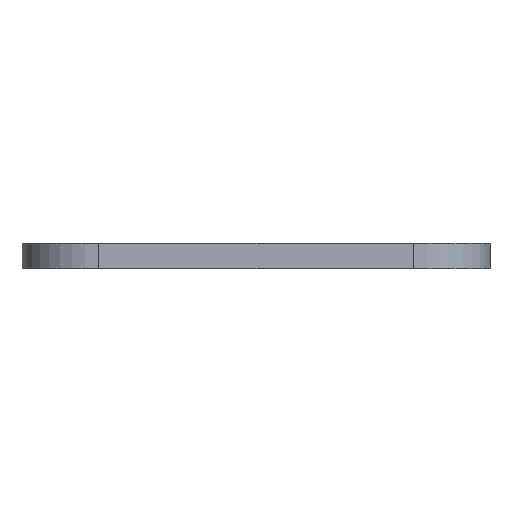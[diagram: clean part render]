
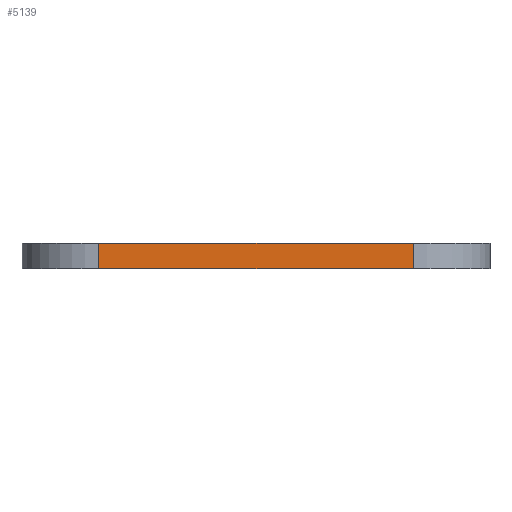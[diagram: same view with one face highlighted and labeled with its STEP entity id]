
A CAD part, left-side view. The second image highlights one B-rep face of the part: STEP entity #5139.
In plain terms, the highlighted planar face has unit normal (-1, 0, 0).
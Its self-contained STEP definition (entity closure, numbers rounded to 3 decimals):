
#136 = LINE ( 'NONE', #5695, #1862 ) ;
#144 = ORIENTED_EDGE ( 'NONE', *, *, #1016, .F. ) ;
#546 = CARTESIAN_POINT ( 'NONE',  ( -80., -37., 0. ) ) ;
#629 = VERTEX_POINT ( 'NONE', #546 ) ;
#661 = DIRECTION ( 'NONE',  ( 0., -1., 0. ) ) ;
#823 = PLANE ( 'NONE',  #3130 ) ;
#890 = DIRECTION ( 'NONE',  ( 0., 0., -1. ) ) ;
#923 = CARTESIAN_POINT ( 'NONE',  ( -80., 37., 6. ) ) ;
#1016 = EDGE_CURVE ( 'NONE', #3841, #629, #5493, .T. ) ;
#1037 = LINE ( 'NONE', #1988, #3691 ) ;
#1282 = DIRECTION ( 'NONE',  ( 0., 1., 0. ) ) ;
#1316 = FACE_OUTER_BOUND ( 'NONE', #3625, .T. ) ;
#1717 = DIRECTION ( 'NONE',  ( 1., 0., 0. ) ) ;
#1862 = VECTOR ( 'NONE', #3923, 1000. ) ;
#1988 = CARTESIAN_POINT ( 'NONE',  ( -80., 37., 0. ) ) ;
#2004 = ORIENTED_EDGE ( 'NONE', *, *, #4106, .T. ) ;
#2337 = VECTOR ( 'NONE', #890, 1000. ) ;
#2686 = CARTESIAN_POINT ( 'NONE',  ( -80., 37., 6. ) ) ;
#2787 = CARTESIAN_POINT ( 'NONE',  ( -80., 37., 6. ) ) ;
#2796 = DIRECTION ( 'NONE',  ( 0., 0., -1. ) ) ;
#3130 = AXIS2_PLACEMENT_3D ( 'NONE', #2686, #1717, #1282 ) ;
#3149 = VECTOR ( 'NONE', #2796, 1000. ) ;
#3508 = VERTEX_POINT ( 'NONE', #923 ) ;
#3570 = EDGE_CURVE ( 'NONE', #3508, #3592, #3653, .T. ) ;
#3592 = VERTEX_POINT ( 'NONE', #4143 ) ;
#3625 = EDGE_LOOP ( 'NONE', ( #2004, #144, #5106, #5508 ) ) ;
#3653 = LINE ( 'NONE', #2787, #2337 ) ;
#3691 = VECTOR ( 'NONE', #661, 1000. ) ;
#3723 = CARTESIAN_POINT ( 'NONE',  ( -80., -37., 6. ) ) ;
#3770 = EDGE_CURVE ( 'NONE', #3508, #3841, #136, .T. ) ;
#3841 = VERTEX_POINT ( 'NONE', #4433 ) ;
#3923 = DIRECTION ( 'NONE',  ( 0., -1., 0. ) ) ;
#4106 = EDGE_CURVE ( 'NONE', #3592, #629, #1037, .T. ) ;
#4143 = CARTESIAN_POINT ( 'NONE',  ( -80., 37., 0. ) ) ;
#4433 = CARTESIAN_POINT ( 'NONE',  ( -80., -37., 6. ) ) ;
#5106 = ORIENTED_EDGE ( 'NONE', *, *, #3770, .F. ) ;
#5139 = ADVANCED_FACE ( 'NONE', ( #1316 ), #823, .F. ) ;
#5493 = LINE ( 'NONE', #3723, #3149 ) ;
#5508 = ORIENTED_EDGE ( 'NONE', *, *, #3570, .T. ) ;
#5695 = CARTESIAN_POINT ( 'NONE',  ( -80., 37., 6. ) ) ;
